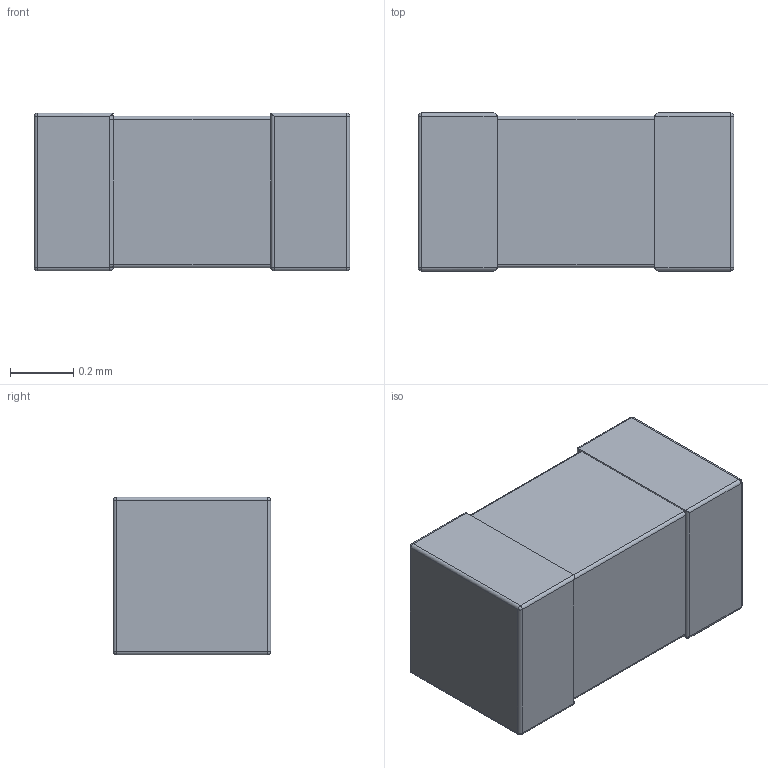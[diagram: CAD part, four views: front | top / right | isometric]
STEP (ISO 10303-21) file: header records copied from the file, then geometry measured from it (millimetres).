
FILE_DESCRIPTION(/* description */ (''),/* implementation_level */ '2;1');
FILE_NAME(/* name */ 'FCM1005.stp',/* time_stamp */ '2020-02-07T09:11:16+08:00',/* author */ ('louklo'),/* organization */ (''),/* preprocessor_version */ 'ST-DEVELOPER v16.1',/* originating_system */ 'Autodesk Inventor 2016',/* authorisation */ '');
FILE_SCHEMA (('AUTOMOTIVE_DESIGN { 1 0 10303 214 3 1 1 }'));
Length unit declared in the file: millimetre
Products named in the file (4): FCM10051; FCM10052; FCM10053; FCM1005
Assembly tree (3 placements, depth 2):
  FCM1005
    FCM10051
    FCM10052
    FCM10053
Bounding box: 1 x 0.5 x 0.5 mm (x, y, z)
Volume: 0.2 mm3; surface area: 5.2 mm2
Topology: 3 solids, 3 shells, 110 faces, 220 edges, 116 vertices
Faces by surface type: cylinder 52, sphere 28, plane 26, torus 4
Entity records: 2964 total; most frequent: CARTESIAN_POINT 569, DIRECTION 546, ORIENTED_EDGE 440, AXIS2_PLACEMENT_3D 221, EDGE_CURVE 220, VERTEX_POINT 116, FACE_OUTER_BOUND 110, EDGE_LOOP 110
